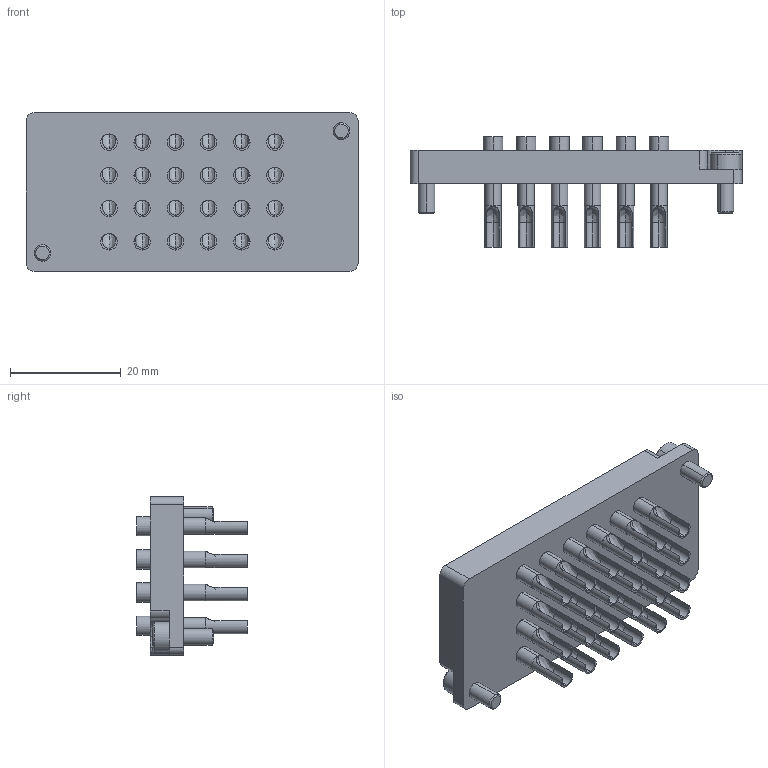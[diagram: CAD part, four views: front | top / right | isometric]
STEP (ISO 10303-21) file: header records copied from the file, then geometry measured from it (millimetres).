
FILE_DESCRIPTION (( 'STEP AP203' ), '1' );
FILE_NAME ('INGUN_27620.STEP', '2023-05-10T13:04:40', ( '' ), ( '' ), 'SwSTEP 2.0', 'SolidWorks 2021', '' );
FILE_SCHEMA (( 'CONFIG_CONTROL_DESIGN' ));
Length unit declared in the file: millimetre
Products named in the file (6): KT-Master__ADA~kt_KT-120 L3 E02-30; 27619~6_S; 27619~6; DIN912~n_M03,0x008; INFO_4641~0_SBP-T_Verdrahtungs-Seite<S>; INGUN_27620
Assembly tree (29 placements, depth 3):
  INGUN_27620
    27619~6_S
      27619~6
      INFO_4641~0_SBP-T_Verdrahtungs-Seite<S>
    KT-Master__ADA~kt_KT-120 L3 E02-30  x24
    DIN912~n_M03,0x008  x2
Bounding box: 60 x 20 x 28.7 mm (x, y, z)
Volume: 11793 mm3; surface area: 11909.8 mm2
Topology: 67 solids, 67 shells, 6390 faces, 18292 edges, 12040 vertices
Faces by surface type: plane 4152, cylinder 1760, cone 344, bspline 134
Entity records: 24474 total; most frequent: CARTESIAN_POINT 9329, ORIENTED_EDGE 3088, DIRECTION 2543, EDGE_CURVE 1544, VERTEX_POINT 1023, AXIS2_PLACEMENT_3D 881, LINE 781, VECTOR 781
